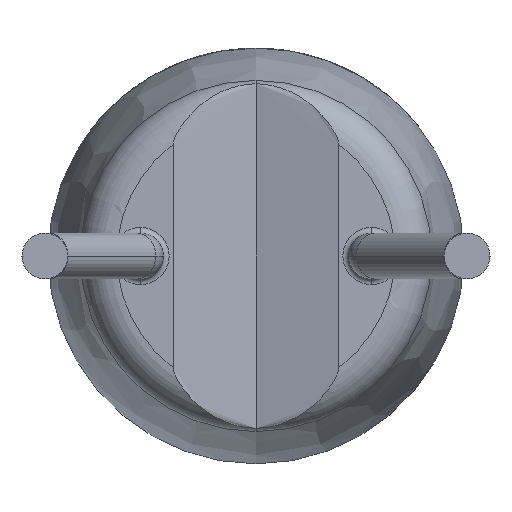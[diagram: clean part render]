
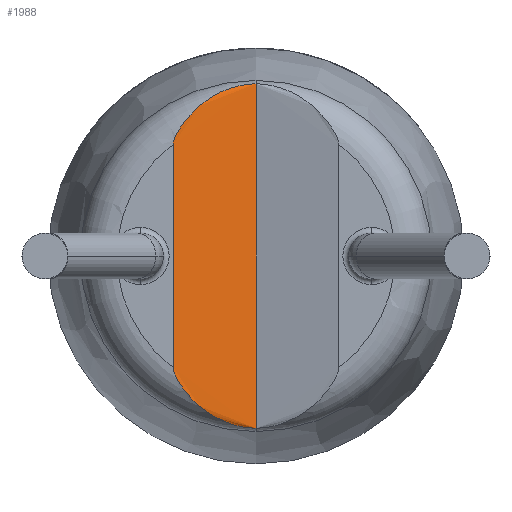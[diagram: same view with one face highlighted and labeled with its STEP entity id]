
A CAD part, front view. The second image highlights one B-rep face of the part: STEP entity #1988.
In plain terms, the highlighted free-form (B-spline) face has degree [3, 1] with [4, 2] control points.
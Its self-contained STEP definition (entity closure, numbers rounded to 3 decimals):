
#38 = CARTESIAN_POINT ( 'NONE',  ( -0.965, 0.005, 1.452 ) ) ;
#46 = VECTOR ( 'NONE', #1243, 1000. ) ;
#51 = VERTEX_POINT ( 'NONE', #315 ) ;
#121 = VERTEX_POINT ( 'NONE', #2690 ) ;
#307 = CARTESIAN_POINT ( 'NONE',  ( -0.695, 0.077, 1.8 ) ) ;
#315 = CARTESIAN_POINT ( 'NONE',  ( -0.994, 0., 1.345 ) ) ;
#355 = EDGE_CURVE ( 'NONE', #2040, #4811, #1053, .T. ) ;
#391 = CARTESIAN_POINT ( 'NONE',  ( -0.994, 0., -2.097 ) ) ;
#553 = EDGE_CURVE ( 'NONE', #121, #51, #874, .T. ) ;
#667 = FACE_OUTER_BOUND ( 'NONE', #2134, .T. ) ;
#755 = ORIENTED_EDGE ( 'NONE', *, *, #1150, .T. ) ;
#788 = CARTESIAN_POINT ( 'NONE',  ( -0.113, 0.246, 2.07 ) ) ;
#874 = LINE ( 'NONE', #1040, #3282 ) ;
#1040 = CARTESIAN_POINT ( 'NONE',  ( -0.994, 0., -2.5 ) ) ;
#1053 = LINE ( 'NONE', #3607, #46 ) ;
#1070 = CARTESIAN_POINT ( 'NONE',  ( -0.774, 0.052, 1.724 ) ) ;
#1125 = ORIENTED_EDGE ( 'NONE', *, *, #3522, .T. ) ;
#1150 = EDGE_CURVE ( 'NONE', #4811, #51, #4391, .T. ) ;
#1207 = CARTESIAN_POINT ( 'NONE',  ( -0.994, 0., -1.345 ) ) ;
#1243 = DIRECTION ( 'NONE',  ( 0., 0., 1. ) ) ;
#1254 = CARTESIAN_POINT ( 'NONE',  ( -0.696, 0.077, -1.799 ) ) ;
#1272 = CARTESIAN_POINT ( 'NONE',  ( -0.878, 0.025, -1.595 ) ) ;
#1442 = CARTESIAN_POINT ( 'NONE',  ( -0.222, 0.221, 2.049 ) ) ;
#1495 = CARTESIAN_POINT ( 'NONE',  ( -0.685, 0.053, -2.097 ) ) ;
#1513 = CARTESIAN_POINT ( 'NONE',  ( 0., 0.25, -2.072 ) ) ;
#1530 = CARTESIAN_POINT ( 'NONE',  ( -0.521, 0.134, 1.927 ) ) ;
#1535 = ORIENTED_EDGE ( 'NONE', *, *, #553, .F. ) ;
#1660 = CARTESIAN_POINT ( 'NONE',  ( -0.113, 0.246, -2.07 ) ) ;
#1714 = ORIENTED_EDGE ( 'NONE', *, *, #355, .T. ) ;
#1939 = CARTESIAN_POINT ( 'NONE',  ( -0.425, 0.166, 1.978 ) ) ;
#1988 = ADVANCED_FACE ( 'NONE', ( #667 ), #3573, .F. ) ;
#2022 = CARTESIAN_POINT ( 'NONE',  ( -0.223, 0.221, -2.049 ) ) ;
#2040 = VERTEX_POINT ( 'NONE', #1513 ) ;
#2065 = CARTESIAN_POINT ( 'NONE',  ( -0.91, 0.017, -1.55 ) ) ;
#2134 = EDGE_LOOP ( 'NONE', ( #1125, #1714, #755, #1535 ) ) ;
#2227 = DIRECTION ( 'NONE',  ( 0., 0., 1. ) ) ;
#2317 = CARTESIAN_POINT ( 'NONE',  ( -0.952, 0.008, 1.477 ) ) ;
#2415 = CARTESIAN_POINT ( 'NONE',  ( -0.965, 0.005, -1.453 ) ) ;
#2599 = CARTESIAN_POINT ( 'NONE',  ( 0., 0.25, 2.072 ) ) ;
#2610 = CARTESIAN_POINT ( 'NONE',  ( -0.91, 0.017, 1.55 ) ) ;
#2686 = CARTESIAN_POINT ( 'NONE',  ( -0.312, 0.24, -2.097 ) ) ;
#2690 = CARTESIAN_POINT ( 'NONE',  ( -0.994, 0., -1.345 ) ) ;
#2809 = CARTESIAN_POINT ( 'NONE',  ( -0.952, 0.008, -1.478 ) ) ;
#2911 = B_SPLINE_CURVE_WITH_KNOTS ( 'NONE', 3,
 ( #1207, #4300, #3093, #2415, #2809, #2065, #1272, #4396, #1254, #3978, #4336, #2022, #1660, #3572 ),
 .UNSPECIFIED., .F., .F.,
 ( 4, 2, 2, 2, 2, 2, 4 ),
 ( 0., 0., 0., 0., 0.001, 0.001, 0.001 ),
 .UNSPECIFIED. ) ;
#3093 = CARTESIAN_POINT ( 'NONE',  ( -0.986, 0.002, -1.4 ) ) ;
#3282 = VECTOR ( 'NONE', #2227, 1000. ) ;
#3412 = CARTESIAN_POINT ( 'NONE',  ( -0.312, 0.24, 2.097 ) ) ;
#3463 = CARTESIAN_POINT ( 'NONE',  ( 0., 0.25, 2.097 ) ) ;
#3522 = EDGE_CURVE ( 'NONE', #121, #2040, #2911, .T. ) ;
#3572 = CARTESIAN_POINT ( 'NONE',  ( 0., 0.25, -2.072 ) ) ;
#3573 = B_SPLINE_SURFACE_WITH_KNOTS ( 'NONE', 3, 1, ( 
 ( #4203, #3463 ),
 ( #2686, #3412 ),
 ( #1495, #4608 ),
 ( #391, #3804 ) ),
 .UNSPECIFIED., .F., .F., .F.,
 ( 4, 4 ),
 ( 2, 2 ),
 ( 0., 1. ),
 ( 0., 1. ),
 .UNSPECIFIED. ) ;
#3607 = CARTESIAN_POINT ( 'NONE',  ( 0., 0.25, -2.5 ) ) ;
#3804 = CARTESIAN_POINT ( 'NONE',  ( -0.994, 0., 2.097 ) ) ;
#3978 = CARTESIAN_POINT ( 'NONE',  ( -0.521, 0.134, -1.927 ) ) ;
#4203 = CARTESIAN_POINT ( 'NONE',  ( 0., 0.25, -2.097 ) ) ;
#4300 = CARTESIAN_POINT ( 'NONE',  ( -0.994, 0., -1.373 ) ) ;
#4331 = CARTESIAN_POINT ( 'NONE',  ( -0.994, 0., 1.373 ) ) ;
#4336 = CARTESIAN_POINT ( 'NONE',  ( -0.426, 0.165, -1.978 ) ) ;
#4337 = CARTESIAN_POINT ( 'NONE',  ( 0., 0.25, 2.072 ) ) ;
#4391 = B_SPLINE_CURVE_WITH_KNOTS ( 'NONE', 3,
 ( #2599, #788, #1442, #1939, #1530, #307, #1070, #4539, #2610, #2317, #38, #4555, #4331, #4717 ),
 .UNSPECIFIED., .F., .F.,
 ( 4, 2, 2, 2, 2, 2, 4 ),
 ( 0., 0., 0.001, 0.001, 0.001, 0.001, 0.001 ),
 .UNSPECIFIED. ) ;
#4396 = CARTESIAN_POINT ( 'NONE',  ( -0.774, 0.053, -1.725 ) ) ;
#4539 = CARTESIAN_POINT ( 'NONE',  ( -0.878, 0.025, 1.595 ) ) ;
#4555 = CARTESIAN_POINT ( 'NONE',  ( -0.986, 0.001, 1.4 ) ) ;
#4608 = CARTESIAN_POINT ( 'NONE',  ( -0.685, 0.053, 2.097 ) ) ;
#4717 = CARTESIAN_POINT ( 'NONE',  ( -0.994, 0., 1.345 ) ) ;
#4811 = VERTEX_POINT ( 'NONE', #4337 ) ;
